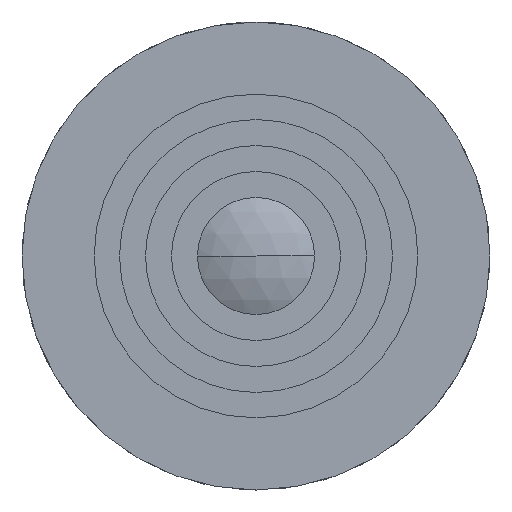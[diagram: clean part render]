
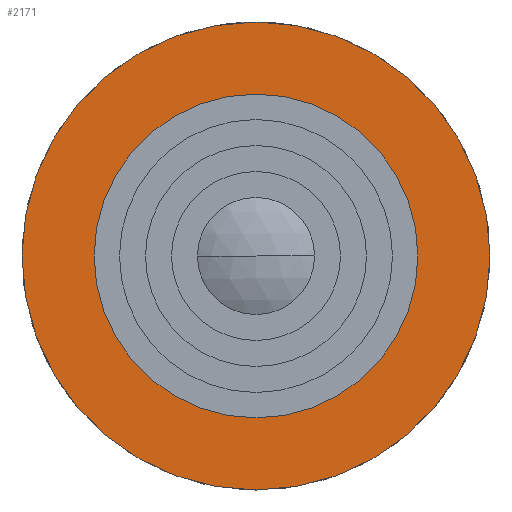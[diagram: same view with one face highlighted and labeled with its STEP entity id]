
A CAD part, left-side view. The second image highlights one B-rep face of the part: STEP entity #2171.
In plain terms, the highlighted planar face has unit normal (-1, 0, 0).
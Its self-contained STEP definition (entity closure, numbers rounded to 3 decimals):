
#44 = EDGE_LOOP ( 'NONE', ( #2186, #2443 ) ) ;
#79 = VERTEX_POINT ( 'NONE', #1944 ) ;
#107 = VERTEX_POINT ( 'NONE', #1316 ) ;
#134 = CARTESIAN_POINT ( 'NONE',  ( 0., 0., 0. ) ) ;
#191 = CARTESIAN_POINT ( 'NONE',  ( 0., 0., 0. ) ) ;
#200 = FACE_OUTER_BOUND ( 'NONE', #44, .T. ) ;
#304 = EDGE_CURVE ( 'NONE', #1149, #107, #2595, .T. ) ;
#392 = CIRCLE ( 'NONE', #502, 18. ) ;
#397 = CIRCLE ( 'NONE', #1763, 18. ) ;
#435 = PLANE ( 'NONE',  #2316 ) ;
#502 = AXIS2_PLACEMENT_3D ( 'NONE', #134, #1762, #1102 ) ;
#966 = EDGE_CURVE ( 'NONE', #79, #2470, #392, .T. ) ;
#1009 = CIRCLE ( 'NONE', #1861, 12.45 ) ;
#1036 = DIRECTION ( 'NONE',  ( -1., 0., 0. ) ) ;
#1102 = DIRECTION ( 'NONE',  ( 0., 0., 1. ) ) ;
#1149 = VERTEX_POINT ( 'NONE', #2149 ) ;
#1223 = DIRECTION ( 'NONE',  ( -1., 0., 0. ) ) ;
#1285 = CARTESIAN_POINT ( 'NONE',  ( 0., 0., 18. ) ) ;
#1316 = CARTESIAN_POINT ( 'NONE',  ( 0., 0., 12.45 ) ) ;
#1319 = EDGE_CURVE ( 'NONE', #107, #1149, #1009, .T. ) ;
#1533 = EDGE_CURVE ( 'NONE', #2470, #79, #397, .T. ) ;
#1682 = CARTESIAN_POINT ( 'NONE',  ( 0., 0., 0. ) ) ;
#1762 = DIRECTION ( 'NONE',  ( -1., 0., 0. ) ) ;
#1763 = AXIS2_PLACEMENT_3D ( 'NONE', #1682, #1223, #2208 ) ;
#1800 = CARTESIAN_POINT ( 'NONE',  ( 0., 0., 0. ) ) ;
#1861 = AXIS2_PLACEMENT_3D ( 'NONE', #1800, #1036, #2521 ) ;
#1881 = DIRECTION ( 'NONE',  ( 0., 0., 1. ) ) ;
#1900 = DIRECTION ( 'NONE',  ( 0., 0., -1. ) ) ;
#1944 = CARTESIAN_POINT ( 'NONE',  ( 0., 0., -18. ) ) ;
#2003 = ORIENTED_EDGE ( 'NONE', *, *, #304, .F. ) ;
#2052 = AXIS2_PLACEMENT_3D ( 'NONE', #191, #2320, #1881 ) ;
#2149 = CARTESIAN_POINT ( 'NONE',  ( 0., 0., -12.45 ) ) ;
#2150 = FACE_BOUND ( 'NONE', #2812, .T. ) ;
#2171 = ADVANCED_FACE ( 'NONE', ( #2150, #200 ), #435, .F. ) ;
#2186 = ORIENTED_EDGE ( 'NONE', *, *, #1533, .T. ) ;
#2208 = DIRECTION ( 'NONE',  ( 0., 0., 1. ) ) ;
#2316 = AXIS2_PLACEMENT_3D ( 'NONE', #3080, #2598, #1900 ) ;
#2320 = DIRECTION ( 'NONE',  ( -1., 0., 0. ) ) ;
#2443 = ORIENTED_EDGE ( 'NONE', *, *, #966, .T. ) ;
#2470 = VERTEX_POINT ( 'NONE', #1285 ) ;
#2521 = DIRECTION ( 'NONE',  ( 0., 0., 1. ) ) ;
#2595 = CIRCLE ( 'NONE', #2052, 12.45 ) ;
#2598 = DIRECTION ( 'NONE',  ( 1., 0., 0. ) ) ;
#2812 = EDGE_LOOP ( 'NONE', ( #2898, #2003 ) ) ;
#2898 = ORIENTED_EDGE ( 'NONE', *, *, #1319, .F. ) ;
#3080 = CARTESIAN_POINT ( 'NONE',  ( 0., 18., 0. ) ) ;
